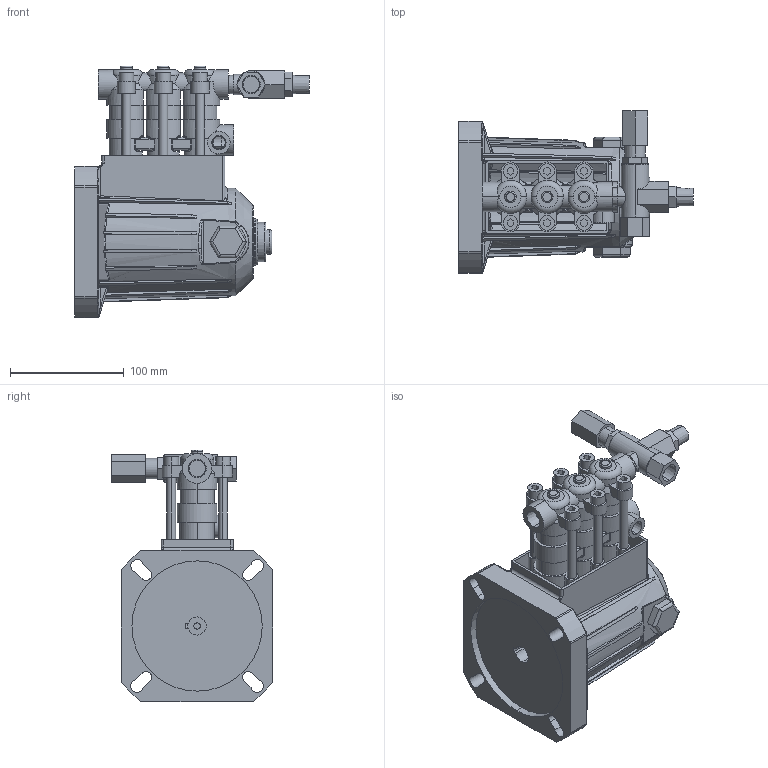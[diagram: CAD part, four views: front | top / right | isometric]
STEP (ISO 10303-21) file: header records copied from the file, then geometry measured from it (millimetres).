
FILE_DESCRIPTION (( 'STEP AP214' ), '1' );
FILE_NAME ('2SF35ES.STEP', '2012-11-16T13:24:29', ( 'it' ), ( '' ), 'SwSTEP 2.0', 'SolidWorks 2012', '' );
FILE_SCHEMA (( 'AUTOMOTIVE_DESIGN' ));
Length unit declared in the file: inch
Products named in the file (1): 2SF35ES
Bounding box: 206.33 x 142.37 x 221.23 mm (x, y, z)
Surface area: 183967.7 mm2 (no closed solid volume)
Topology: 0 solids, 26 shells, 737 faces, 2075 edges, 1337 vertices
Faces by surface type: plane 300, cylinder 235, bspline 95, torus 71, cone 30, sphere 6
Entity records: 37883 total; most frequent: CARTESIAN_POINT 10265, ORIENTED_EDGE 3673, DIRECTION 3652, EDGE_CURVE 2069, AXIS2_PLACEMENT_3D 1364, VERTEX_POINT 1337, LINE 924, VECTOR 924
